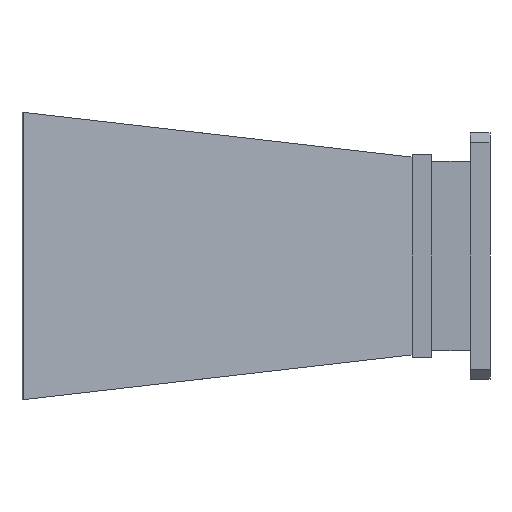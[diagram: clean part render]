
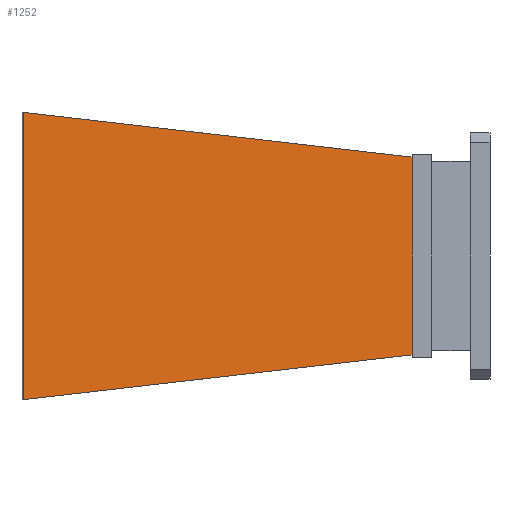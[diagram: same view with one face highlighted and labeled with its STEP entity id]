
A CAD part, front view. The second image highlights one B-rep face of the part: STEP entity #1252.
In plain terms, the highlighted planar face has unit normal (0.133, -0.991, 0).
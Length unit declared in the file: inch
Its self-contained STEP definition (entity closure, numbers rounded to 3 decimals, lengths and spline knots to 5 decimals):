
#5 = DIRECTION ( 'NONE',  ( -0.133, 0.991, 0. ) ) ;
#76 = LINE ( 'NONE', #560, #194 ) ;
#104 = CARTESIAN_POINT ( 'NONE',  ( -0.25, -0.66726, -2.60492 ) ) ;
#194 = VECTOR ( 'NONE', #209, 39.37008 ) ;
#203 = EDGE_LOOP ( 'NONE', ( #347, #1444, #816, #806 ) ) ;
#209 = DIRECTION ( 'NONE',  ( 0.985, 0.132, -0.113 ) ) ;
#347 = ORIENTED_EDGE ( 'NONE', *, *, #1277, .T. ) ;
#451 = DIRECTION ( 'NONE',  ( 0., 0., 1. ) ) ;
#454 = VERTEX_POINT ( 'NONE', #695 ) ;
#469 = DIRECTION ( 'NONE',  ( -0.991, -0.133, 0. ) ) ;
#487 = EDGE_CURVE ( 'NONE', #1348, #454, #1328, .T. ) ;
#560 = CARTESIAN_POINT ( 'NONE',  ( -0.52894, -0.70478, 1.30008 ) ) ;
#659 = VECTOR ( 'NONE', #1160, 39.37008 ) ;
#695 = CARTESIAN_POINT ( 'NONE',  ( -0.25, -0.66726, 1.268 ) ) ;
#717 = FACE_OUTER_BOUND ( 'NONE', #203, .T. ) ;
#792 = EDGE_CURVE ( 'NONE', #849, #1348, #918, .T. ) ;
#801 = CARTESIAN_POINT ( 'NONE',  ( -0.52894, -0.70478, -1.30008 ) ) ;
#806 = ORIENTED_EDGE ( 'NONE', *, *, #1166, .F. ) ;
#816 = ORIENTED_EDGE ( 'NONE', *, *, #487, .T. ) ;
#849 = VERTEX_POINT ( 'NONE', #1279 ) ;
#918 = LINE ( 'NONE', #801, #659 ) ;
#958 = PLANE ( 'NONE',  #1278 ) ;
#1100 = CARTESIAN_POINT ( 'NONE',  ( 0.08371, -0.62237, 6.72387 ) ) ;
#1160 = DIRECTION ( 'NONE',  ( 0.985, 0.132, 0.113 ) ) ;
#1166 = EDGE_CURVE ( 'NONE', #1237, #454, #76, .T. ) ;
#1205 = VECTOR ( 'NONE', #451, 39.37008 ) ;
#1237 = VERTEX_POINT ( 'NONE', #1557 ) ;
#1252 = ADVANCED_FACE ( 'NONE', ( #717 ), #958, .F. ) ;
#1277 = EDGE_CURVE ( 'NONE', #1237, #849, #1347, .T. ) ;
#1278 = AXIS2_PLACEMENT_3D ( 'NONE', #1100, #5, #469 ) ;
#1279 = CARTESIAN_POINT ( 'NONE',  ( -5.23693, -1.338, -1.8415 ) ) ;
#1328 = LINE ( 'NONE', #104, #1205 ) ;
#1347 = LINE ( 'NONE', #1362, #1405 ) ;
#1348 = VERTEX_POINT ( 'NONE', #1571 ) ;
#1362 = CARTESIAN_POINT ( 'NONE',  ( -5.23693, -1.338, 6.72387 ) ) ;
#1405 = VECTOR ( 'NONE', #1462, 39.37008 ) ;
#1444 = ORIENTED_EDGE ( 'NONE', *, *, #792, .T. ) ;
#1462 = DIRECTION ( 'NONE',  ( 0., 0., -1. ) ) ;
#1557 = CARTESIAN_POINT ( 'NONE',  ( -5.23693, -1.338, 1.8415 ) ) ;
#1571 = CARTESIAN_POINT ( 'NONE',  ( -0.25, -0.66726, -1.268 ) ) ;
